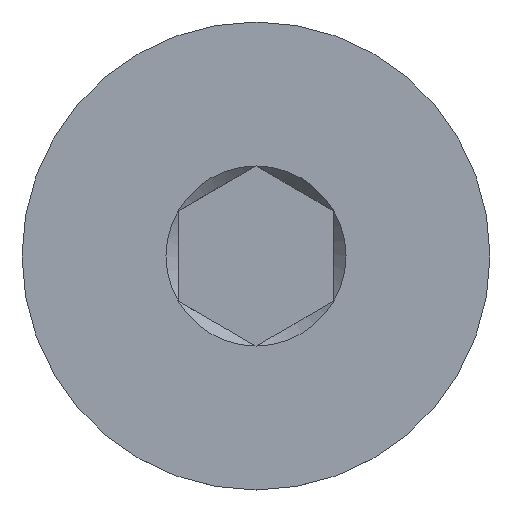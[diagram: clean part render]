
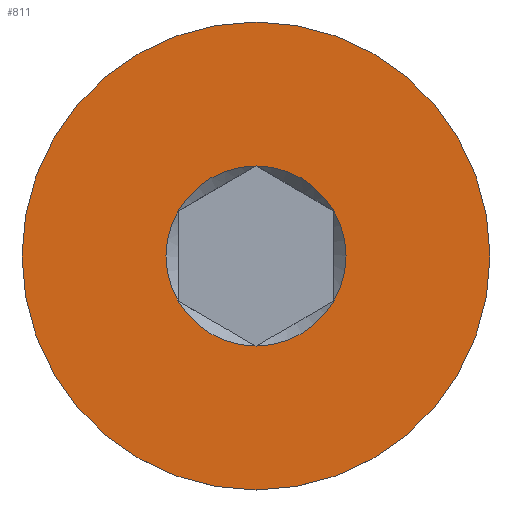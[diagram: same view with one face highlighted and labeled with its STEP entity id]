
A CAD part, top view. The second image highlights one B-rep face of the part: STEP entity #811.
In plain terms, the highlighted planar face has unit normal (0, 0, 1).
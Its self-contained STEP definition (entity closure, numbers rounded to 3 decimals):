
#17=FACE_BOUND('',#148,.T.);
#18=PLANE('',#892);
#99=FACE_OUTER_BOUND('',#147,.T.);
#147=EDGE_LOOP('',(#634,#635));
#148=EDGE_LOOP('',(#636,#637,#638,#639,#640,#641));
#172=CIRCLE('',#883,2.309);
#173=CIRCLE('',#885,6.);
#174=CIRCLE('',#886,6.);
#179=CIRCLE('',#893,2.309);
#180=CIRCLE('',#894,2.309);
#181=CIRCLE('',#895,2.309);
#182=CIRCLE('',#896,2.309);
#183=CIRCLE('',#897,2.309);
#357=VERTEX_POINT('',#4358);
#358=VERTEX_POINT('',#4359);
#359=VERTEX_POINT('',#4365);
#360=VERTEX_POINT('',#4366);
#366=VERTEX_POINT('',#4422);
#367=VERTEX_POINT('',#4424);
#368=VERTEX_POINT('',#4426);
#369=VERTEX_POINT('',#4428);
#465=EDGE_CURVE('',#357,#358,#172,.T.);
#466=EDGE_CURVE('',#359,#360,#173,.T.);
#467=EDGE_CURVE('',#360,#359,#174,.T.);
#476=EDGE_CURVE('',#358,#366,#179,.T.);
#477=EDGE_CURVE('',#366,#367,#180,.T.);
#478=EDGE_CURVE('',#367,#368,#181,.T.);
#479=EDGE_CURVE('',#368,#369,#182,.T.);
#480=EDGE_CURVE('',#369,#357,#183,.T.);
#634=ORIENTED_EDGE('',*,*,#466,.T.);
#635=ORIENTED_EDGE('',*,*,#467,.T.);
#636=ORIENTED_EDGE('',*,*,#476,.T.);
#637=ORIENTED_EDGE('',*,*,#477,.T.);
#638=ORIENTED_EDGE('',*,*,#478,.T.);
#639=ORIENTED_EDGE('',*,*,#479,.T.);
#640=ORIENTED_EDGE('',*,*,#480,.T.);
#641=ORIENTED_EDGE('',*,*,#465,.T.);
#811=ADVANCED_FACE('',(#99,#17),#18,.F.);
#883=AXIS2_PLACEMENT_3D('',#4363,#1010,#1011);
#885=AXIS2_PLACEMENT_3D('',#4367,#1014,#1015);
#886=AXIS2_PLACEMENT_3D('',#4368,#1016,#1017);
#892=AXIS2_PLACEMENT_3D('',#4421,#1030,#1031);
#893=AXIS2_PLACEMENT_3D('',#4423,#1032,#1033);
#894=AXIS2_PLACEMENT_3D('',#4425,#1034,#1035);
#895=AXIS2_PLACEMENT_3D('',#4427,#1036,#1037);
#896=AXIS2_PLACEMENT_3D('',#4429,#1038,#1039);
#897=AXIS2_PLACEMENT_3D('',#4430,#1040,#1041);
#1010=DIRECTION('center_axis',(0.,0.,-1.));
#1011=DIRECTION('ref_axis',(-1.,0.,0.));
#1014=DIRECTION('center_axis',(0.,0.,1.));
#1015=DIRECTION('ref_axis',(0.,-1.,0.));
#1016=DIRECTION('center_axis',(0.,0.,1.));
#1017=DIRECTION('ref_axis',(0.,-1.,0.));
#1030=DIRECTION('center_axis',(0.,0.,-1.));
#1031=DIRECTION('ref_axis',(0.,1.,0.));
#1032=DIRECTION('center_axis',(0.,0.,-1.));
#1033=DIRECTION('ref_axis',(-1.,0.,0.));
#1034=DIRECTION('center_axis',(0.,0.,-1.));
#1035=DIRECTION('ref_axis',(-1.,0.,0.));
#1036=DIRECTION('center_axis',(0.,0.,-1.));
#1037=DIRECTION('ref_axis',(-1.,0.,0.));
#1038=DIRECTION('center_axis',(0.,0.,-1.));
#1039=DIRECTION('ref_axis',(-1.,0.,0.));
#1040=DIRECTION('center_axis',(0.,0.,-1.));
#1041=DIRECTION('ref_axis',(-1.,0.,0.));
#4358=CARTESIAN_POINT('',(-2.,-1.155,8.));
#4359=CARTESIAN_POINT('',(-2.,1.155,8.));
#4363=CARTESIAN_POINT('Origin',(0.,0.,8.));
#4365=CARTESIAN_POINT('',(0.,-6.,8.));
#4366=CARTESIAN_POINT('',(0.,6.,8.));
#4367=CARTESIAN_POINT('Origin',(0.,0.,8.));
#4368=CARTESIAN_POINT('Origin',(0.,0.,8.));
#4421=CARTESIAN_POINT('Origin',(0.,0.,
8.));
#4422=CARTESIAN_POINT('',(0.,2.309,8.));
#4423=CARTESIAN_POINT('Origin',(0.,0.,8.));
#4424=CARTESIAN_POINT('',(2.,1.155,8.));
#4425=CARTESIAN_POINT('Origin',(0.,0.,8.));
#4426=CARTESIAN_POINT('',(2.,-1.155,8.));
#4427=CARTESIAN_POINT('Origin',(0.,0.,8.));
#4428=CARTESIAN_POINT('',(0.,-2.309,8.));
#4429=CARTESIAN_POINT('Origin',(0.,0.,8.));
#4430=CARTESIAN_POINT('Origin',(0.,0.,8.));
